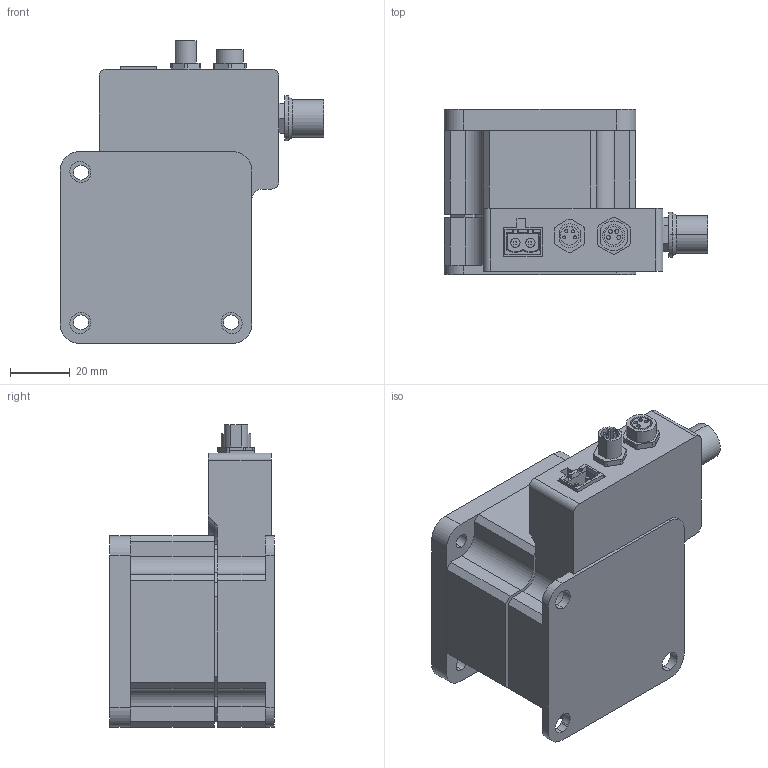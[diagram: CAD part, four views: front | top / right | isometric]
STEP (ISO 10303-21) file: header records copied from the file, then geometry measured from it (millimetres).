
FILE_DESCRIPTION (( 'STEP AP203' ), '1' );
FILE_NAME ('X-VSR20x.step', '2023-05-17T23:17:22', ( '' ), ( '' ), 'SwSTEP 2.0', 'SolidWorks 2019', '' );
FILE_SCHEMA (( 'CONFIG_CONTROL_DESIGN' ));
Length unit declared in the file: millimetre
Products named in the file (3): VSR_base^VSR_X-VSR20; X-VSR20x; VSR_top^VSR_VSR20
Assembly tree (2 placements, depth 2):
  X-VSR20x
    VSR_base^VSR_X-VSR20
    VSR_top^VSR_VSR20
Bounding box: 88 x 55 x 101 mm (x, y, z)
Volume: 225287.3 mm3; surface area: 54362.8 mm2
Topology: 19 solids, 19 shells, 492 faces, 1190 edges, 787 vertices
Faces by surface type: plane 302, cylinder 182, cone 6, torus 2
Entity records: 14734 total; most frequent: DIRECTION 2553, CARTESIAN_POINT 2486, ORIENTED_EDGE 2380, EDGE_CURVE 1190, AXIS2_PLACEMENT_3D 870, LINE 813, VECTOR 813, VERTEX_POINT 787
